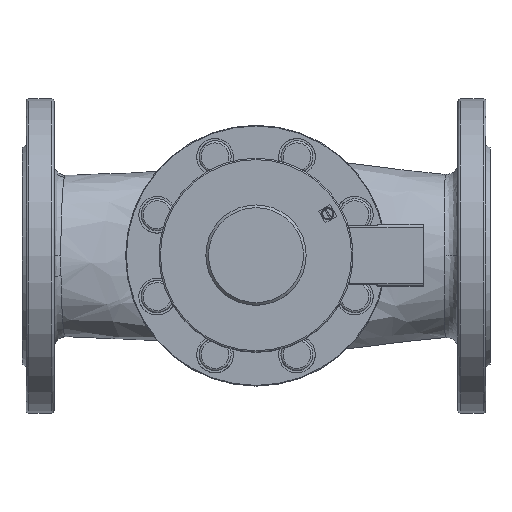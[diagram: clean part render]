
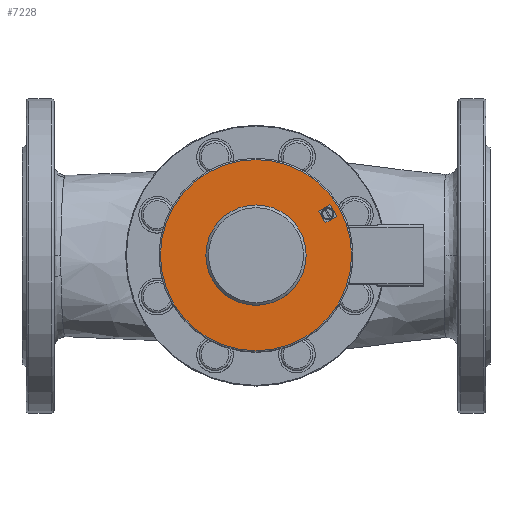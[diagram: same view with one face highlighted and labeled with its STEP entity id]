
A CAD part, top view. The second image highlights one B-rep face of the part: STEP entity #7228.
In plain terms, the highlighted planar face has unit normal (0, 0, 1).
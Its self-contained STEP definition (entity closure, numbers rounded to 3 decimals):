
#164=FACE_BOUND('',#1183,.T.);
#165=FACE_BOUND('',#1184,.T.);
#310=PLANE('',#7800);
#752=FACE_OUTER_BOUND('',#1182,.T.);
#1182=EDGE_LOOP('',(#5018));
#1183=EDGE_LOOP('',(#5019));
#1184=EDGE_LOOP('',(#5020,#5021,#5022,#5023,#5024,#5025,#5026,#5027));
#1730=CIRCLE('',#7737,37.5);
#1757=CIRCLE('',#7801,71.5);
#2174=LINE('',#11487,#2513);
#2185=LINE('',#11508,#2524);
#2186=LINE('',#11511,#2525);
#2188=LINE('',#11515,#2527);
#2190=LINE('',#11519,#2529);
#2192=LINE('',#11523,#2531);
#2194=LINE('',#11527,#2533);
#2196=LINE('',#11530,#2535);
#2513=VECTOR('',#8938,10.);
#2524=VECTOR('',#8953,10.);
#2525=VECTOR('',#8956,10.);
#2527=VECTOR('',#8960,10.);
#2529=VECTOR('',#8964,10.);
#2531=VECTOR('',#8968,10.);
#2533=VECTOR('',#8972,10.);
#2535=VECTOR('',#8976,10.);
#2917=VERTEX_POINT('',#11320);
#2952=VERTEX_POINT('',#11483);
#2954=VERTEX_POINT('',#11486);
#2962=VERTEX_POINT('',#11506);
#2963=VERTEX_POINT('',#11510);
#2964=VERTEX_POINT('',#11514);
#2965=VERTEX_POINT('',#11518);
#2966=VERTEX_POINT('',#11522);
#2967=VERTEX_POINT('',#11526);
#2970=VERTEX_POINT('',#11538);
#3683=EDGE_CURVE('',#2917,#2917,#1730,.T.);
#3742=EDGE_CURVE('',#2954,#2952,#2174,.T.);
#3753=EDGE_CURVE('',#2952,#2962,#2185,.T.);
#3754=EDGE_CURVE('',#2963,#2954,#2186,.T.);
#3756=EDGE_CURVE('',#2964,#2963,#2188,.T.);
#3758=EDGE_CURVE('',#2965,#2964,#2190,.T.);
#3760=EDGE_CURVE('',#2966,#2965,#2192,.T.);
#3762=EDGE_CURVE('',#2967,#2966,#2194,.T.);
#3764=EDGE_CURVE('',#2962,#2967,#2196,.T.);
#3768=EDGE_CURVE('',#2970,#2970,#1757,.T.);
#5018=ORIENTED_EDGE('',*,*,#3768,.F.);
#5019=ORIENTED_EDGE('',*,*,#3683,.T.);
#5020=ORIENTED_EDGE('',*,*,#3742,.T.);
#5021=ORIENTED_EDGE('',*,*,#3753,.T.);
#5022=ORIENTED_EDGE('',*,*,#3764,.T.);
#5023=ORIENTED_EDGE('',*,*,#3762,.T.);
#5024=ORIENTED_EDGE('',*,*,#3760,.T.);
#5025=ORIENTED_EDGE('',*,*,#3758,.T.);
#5026=ORIENTED_EDGE('',*,*,#3756,.T.);
#5027=ORIENTED_EDGE('',*,*,#3754,.T.);
#7228=ADVANCED_FACE('',(#752,#164,#165),#310,.T.);
#7737=AXIS2_PLACEMENT_3D('',#11322,#8810,#8811);
#7800=AXIS2_PLACEMENT_3D('',#11537,#8984,#8985);
#7801=AXIS2_PLACEMENT_3D('',#11539,#8986,#8987);
#8810=DIRECTION('center_axis',(0.,0.,
-1.));
#8811=DIRECTION('ref_axis',(-1.,0.,0.));
#8938=DIRECTION('',(0.5,-0.866,0.));
#8953=DIRECTION('',(-0.259,-0.966,0.));
#8956=DIRECTION('',(0.966,-0.259,0.));
#8960=DIRECTION('',(0.866,0.5,0.));
#8964=DIRECTION('',(0.259,0.966,0.));
#8968=DIRECTION('',(-0.5,0.866,0.));
#8972=DIRECTION('',(-0.966,0.259,0.));
#8976=DIRECTION('',(-0.866,-0.5,0.));
#8984=DIRECTION('center_axis',(0.,0.,
1.));
#8985=DIRECTION('ref_axis',(0.,1.,0.));
#8986=DIRECTION('center_axis',(0.,0.,
-1.));
#8987=DIRECTION('ref_axis',(0.,-1.,0.));
#11320=CARTESIAN_POINT('',(37.5,0.,360.));
#11322=CARTESIAN_POINT('Origin',(0.,0.,
360.));
#11483=CARTESIAN_POINT('',(60.274,29.603,360.));
#11486=CARTESIAN_POINT('',(55.774,37.397,360.));
#11487=CARTESIAN_POINT('',(72.146,9.04,360.));
#11506=CARTESIAN_POINT('',(60.091,28.92,360.));
#11508=CARTESIAN_POINT('',(45.635,-25.034,360.));
#11510=CARTESIAN_POINT('',(55.091,37.58,360.));
#11511=CARTESIAN_POINT('',(43.134,40.784,360.));
#11514=CARTESIAN_POINT('',(47.297,33.08,360.));
#11515=CARTESIAN_POINT('',(6.81,9.705,360.));
#11518=CARTESIAN_POINT('',(47.114,32.397,360.));
#11519=CARTESIAN_POINT('',(32.657,-21.557,360.));
#11522=CARTESIAN_POINT('',(51.614,24.603,360.));
#11523=CARTESIAN_POINT('',(65.986,-0.29,360.));
#11526=CARTESIAN_POINT('',(52.297,24.42,360.));
#11527=CARTESIAN_POINT('',(39.657,27.807,360.));
#11530=CARTESIAN_POINT('',(16.14,3.545,360.));
#11537=CARTESIAN_POINT('Origin',(0.,-71.,
360.));
#11538=CARTESIAN_POINT('',(0.,71.5,360.));
#11539=CARTESIAN_POINT('Origin',(0.,0.,
360.));
